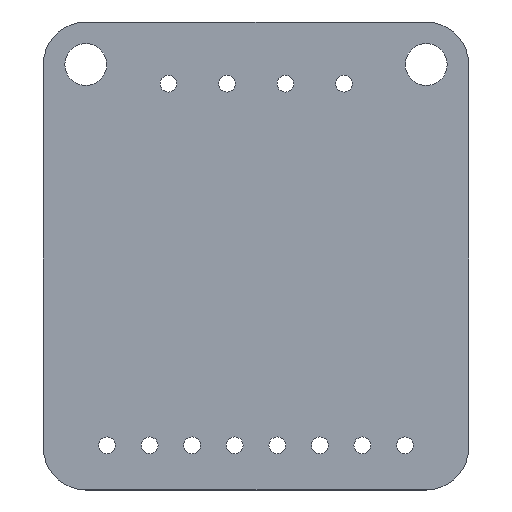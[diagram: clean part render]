
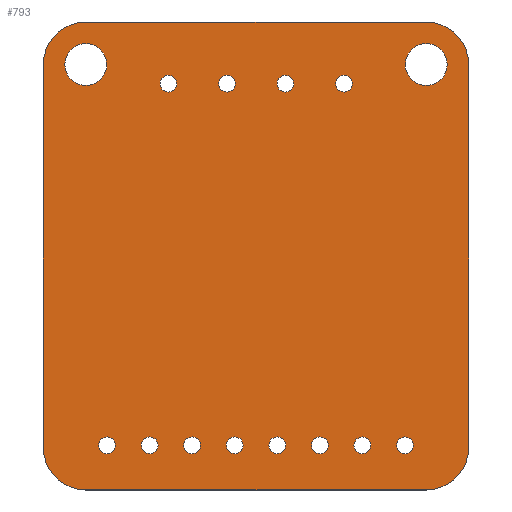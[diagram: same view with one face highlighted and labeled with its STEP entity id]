
A CAD part, top view. The second image highlights one B-rep face of the part: STEP entity #793.
In plain terms, the highlighted planar face has unit normal (0, 0, 1).
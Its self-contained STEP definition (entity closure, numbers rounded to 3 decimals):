
#24 = VERTEX_POINT('',#25);
#25 = CARTESIAN_POINT('',(0.,2.54,0.));
#31 = EDGE_CURVE('',#24,#32,#34,.T.);
#32 = VERTEX_POINT('',#33);
#33 = CARTESIAN_POINT('',(2.54,0.,0.));
#34 = CIRCLE('',#35,2.54);
#35 = AXIS2_PLACEMENT_3D('',#36,#37,#38);
#36 = CARTESIAN_POINT('',(2.54,2.54,0.));
#37 = DIRECTION('',(0.,0.,1.));
#38 = DIRECTION('',(-1.,0.,0.));
#64 = EDGE_CURVE('',#32,#65,#67,.T.);
#65 = VERTEX_POINT('',#66);
#66 = CARTESIAN_POINT('',(22.86,0.,0.));
#67 = LINE('',#68,#69);
#68 = CARTESIAN_POINT('',(2.54,0.,0.));
#69 = VECTOR('',#70,1.);
#70 = DIRECTION('',(1.,0.,0.));
#95 = EDGE_CURVE('',#65,#96,#98,.T.);
#96 = VERTEX_POINT('',#97);
#97 = CARTESIAN_POINT('',(25.4,2.54,0.));
#98 = CIRCLE('',#99,2.54);
#99 = AXIS2_PLACEMENT_3D('',#100,#101,#102);
#100 = CARTESIAN_POINT('',(22.86,2.54,0.));
#101 = DIRECTION('',(0.,0.,1.));
#102 = DIRECTION('',(0.,-1.,0.));
#128 = EDGE_CURVE('',#96,#129,#131,.T.);
#129 = VERTEX_POINT('',#130);
#130 = CARTESIAN_POINT('',(25.4,25.4,0.));
#131 = LINE('',#132,#133);
#132 = CARTESIAN_POINT('',(25.4,2.54,0.));
#133 = VECTOR('',#134,1.);
#134 = DIRECTION('',(0.,1.,0.));
#159 = EDGE_CURVE('',#129,#160,#162,.T.);
#160 = VERTEX_POINT('',#161);
#161 = CARTESIAN_POINT('',(22.86,27.94,0.));
#162 = CIRCLE('',#163,2.54);
#163 = AXIS2_PLACEMENT_3D('',#164,#165,#166);
#164 = CARTESIAN_POINT('',(22.86,25.4,0.));
#165 = DIRECTION('',(0.,0.,1.));
#166 = DIRECTION('',(1.,0.,-0.));
#192 = EDGE_CURVE('',#160,#193,#195,.T.);
#193 = VERTEX_POINT('',#194);
#194 = CARTESIAN_POINT('',(2.54,27.94,0.));
#195 = LINE('',#196,#197);
#196 = CARTESIAN_POINT('',(22.86,27.94,0.));
#197 = VECTOR('',#198,1.);
#198 = DIRECTION('',(-1.,0.,0.));
#223 = EDGE_CURVE('',#193,#224,#226,.T.);
#224 = VERTEX_POINT('',#225);
#225 = CARTESIAN_POINT('',(0.,25.4,0.));
#226 = CIRCLE('',#227,2.54);
#227 = AXIS2_PLACEMENT_3D('',#228,#229,#230);
#228 = CARTESIAN_POINT('',(2.54,25.4,0.));
#229 = DIRECTION('',(0.,0.,1.));
#230 = DIRECTION('',(0.,1.,0.));
#256 = EDGE_CURVE('',#224,#24,#257,.T.);
#257 = LINE('',#258,#259);
#258 = CARTESIAN_POINT('',(0.,25.4,0.));
#259 = VECTOR('',#260,1.);
#260 = DIRECTION('',(0.,-1.,0.));
#280 = VERTEX_POINT('',#281);
#281 = CARTESIAN_POINT('',(6.85,2.667,0.));
#287 = EDGE_CURVE('',#280,#280,#288,.T.);
#288 = CIRCLE('',#289,0.5);
#289 = AXIS2_PLACEMENT_3D('',#290,#291,#292);
#290 = CARTESIAN_POINT('',(6.35,2.667,0.));
#291 = DIRECTION('',(0.,0.,1.));
#292 = DIRECTION('',(1.,0.,-0.));
#313 = VERTEX_POINT('',#314);
#314 = CARTESIAN_POINT('',(11.93,2.667,0.));
#320 = EDGE_CURVE('',#313,#313,#321,.T.);
#321 = CIRCLE('',#322,0.5);
#322 = AXIS2_PLACEMENT_3D('',#323,#324,#325);
#323 = CARTESIAN_POINT('',(11.43,2.667,0.));
#324 = DIRECTION('',(0.,0.,1.));
#325 = DIRECTION('',(1.,0.,-0.));
#346 = VERTEX_POINT('',#347);
#347 = CARTESIAN_POINT('',(9.39,2.667,0.));
#353 = EDGE_CURVE('',#346,#346,#354,.T.);
#354 = CIRCLE('',#355,0.5);
#355 = AXIS2_PLACEMENT_3D('',#356,#357,#358);
#356 = CARTESIAN_POINT('',(8.89,2.667,0.));
#357 = DIRECTION('',(0.,0.,1.));
#358 = DIRECTION('',(1.,0.,-0.));
#379 = VERTEX_POINT('',#380);
#380 = CARTESIAN_POINT('',(4.31,2.667,0.));
#386 = EDGE_CURVE('',#379,#379,#387,.T.);
#387 = CIRCLE('',#388,0.5);
#388 = AXIS2_PLACEMENT_3D('',#389,#390,#391);
#389 = CARTESIAN_POINT('',(3.81,2.667,0.));
#390 = DIRECTION('',(0.,0.,1.));
#391 = DIRECTION('',(1.,0.,-0.));
#412 = VERTEX_POINT('',#413);
#413 = CARTESIAN_POINT('',(3.79,25.4,0.));
#419 = EDGE_CURVE('',#412,#412,#420,.T.);
#420 = CIRCLE('',#421,1.25);
#421 = AXIS2_PLACEMENT_3D('',#422,#423,#424);
#422 = CARTESIAN_POINT('',(2.54,25.4,0.));
#423 = DIRECTION('',(0.,0.,1.));
#424 = DIRECTION('',(1.,0.,-0.));
#445 = VERTEX_POINT('',#446);
#446 = CARTESIAN_POINT('',(11.471,24.257,0.));
#452 = EDGE_CURVE('',#445,#445,#453,.T.);
#453 = CIRCLE('',#454,0.5);
#454 = AXIS2_PLACEMENT_3D('',#455,#456,#457);
#455 = CARTESIAN_POINT('',(10.971,24.257,0.));
#456 = DIRECTION('',(0.,0.,1.));
#457 = DIRECTION('',(1.,0.,-0.));
#478 = VERTEX_POINT('',#479);
#479 = CARTESIAN_POINT('',(7.971,24.257,0.));
#485 = EDGE_CURVE('',#478,#478,#486,.T.);
#486 = CIRCLE('',#487,0.5);
#487 = AXIS2_PLACEMENT_3D('',#488,#489,#490);
#488 = CARTESIAN_POINT('',(7.471,24.257,0.));
#489 = DIRECTION('',(0.,0.,1.));
#490 = DIRECTION('',(1.,0.,-0.));
#511 = VERTEX_POINT('',#512);
#512 = CARTESIAN_POINT('',(14.47,2.667,0.));
#518 = EDGE_CURVE('',#511,#511,#519,.T.);
#519 = CIRCLE('',#520,0.5);
#520 = AXIS2_PLACEMENT_3D('',#521,#522,#523);
#521 = CARTESIAN_POINT('',(13.97,2.667,0.));
#522 = DIRECTION('',(0.,0.,1.));
#523 = DIRECTION('',(1.,0.,-0.));
#544 = VERTEX_POINT('',#545);
#545 = CARTESIAN_POINT('',(19.55,2.667,0.));
#551 = EDGE_CURVE('',#544,#544,#552,.T.);
#552 = CIRCLE('',#553,0.5);
#553 = AXIS2_PLACEMENT_3D('',#554,#555,#556);
#554 = CARTESIAN_POINT('',(19.05,2.667,0.));
#555 = DIRECTION('',(0.,0.,1.));
#556 = DIRECTION('',(1.,0.,-0.));
#577 = VERTEX_POINT('',#578);
#578 = CARTESIAN_POINT('',(17.01,2.667,0.));
#584 = EDGE_CURVE('',#577,#577,#585,.T.);
#585 = CIRCLE('',#586,0.5);
#586 = AXIS2_PLACEMENT_3D('',#587,#588,#589);
#587 = CARTESIAN_POINT('',(16.51,2.667,0.));
#588 = DIRECTION('',(0.,0.,1.));
#589 = DIRECTION('',(1.,0.,-0.));
#610 = VERTEX_POINT('',#611);
#611 = CARTESIAN_POINT('',(18.456,24.257,0.));
#617 = EDGE_CURVE('',#610,#610,#618,.T.);
#618 = CIRCLE('',#619,0.5);
#619 = AXIS2_PLACEMENT_3D('',#620,#621,#622);
#620 = CARTESIAN_POINT('',(17.956,24.257,0.));
#621 = DIRECTION('',(0.,0.,1.));
#622 = DIRECTION('',(1.,0.,-0.));
#643 = VERTEX_POINT('',#644);
#644 = CARTESIAN_POINT('',(14.956,24.257,0.));
#650 = EDGE_CURVE('',#643,#643,#651,.T.);
#651 = CIRCLE('',#652,0.5);
#652 = AXIS2_PLACEMENT_3D('',#653,#654,#655);
#653 = CARTESIAN_POINT('',(14.456,24.257,0.));
#654 = DIRECTION('',(0.,0.,1.));
#655 = DIRECTION('',(1.,0.,-0.));
#676 = VERTEX_POINT('',#677);
#677 = CARTESIAN_POINT('',(22.09,2.667,0.));
#683 = EDGE_CURVE('',#676,#676,#684,.T.);
#684 = CIRCLE('',#685,0.5);
#685 = AXIS2_PLACEMENT_3D('',#686,#687,#688);
#686 = CARTESIAN_POINT('',(21.59,2.667,0.));
#687 = DIRECTION('',(0.,0.,1.));
#688 = DIRECTION('',(1.,0.,-0.));
#709 = VERTEX_POINT('',#710);
#710 = CARTESIAN_POINT('',(24.11,25.4,0.));
#716 = EDGE_CURVE('',#709,#709,#717,.T.);
#717 = CIRCLE('',#718,1.25);
#718 = AXIS2_PLACEMENT_3D('',#719,#720,#721);
#719 = CARTESIAN_POINT('',(22.86,25.4,0.));
#720 = DIRECTION('',(0.,0.,1.));
#721 = DIRECTION('',(1.,0.,-0.));
#793 = ADVANCED_FACE('',(#794,#804,#807,#810,#813,#816,#819,#822,#825,
    #828,#831,#834,#837,#840,#843),#846,.T.);
#794 = FACE_BOUND('',#795,.T.);
#795 = EDGE_LOOP('',(#796,#797,#798,#799,#800,#801,#802,#803));
#796 = ORIENTED_EDGE('',*,*,#31,.T.);
#797 = ORIENTED_EDGE('',*,*,#64,.T.);
#798 = ORIENTED_EDGE('',*,*,#95,.T.);
#799 = ORIENTED_EDGE('',*,*,#128,.T.);
#800 = ORIENTED_EDGE('',*,*,#159,.T.);
#801 = ORIENTED_EDGE('',*,*,#192,.T.);
#802 = ORIENTED_EDGE('',*,*,#223,.T.);
#803 = ORIENTED_EDGE('',*,*,#256,.T.);
#804 = FACE_BOUND('',#805,.T.);
#805 = EDGE_LOOP('',(#806));
#806 = ORIENTED_EDGE('',*,*,#287,.F.);
#807 = FACE_BOUND('',#808,.T.);
#808 = EDGE_LOOP('',(#809));
#809 = ORIENTED_EDGE('',*,*,#320,.F.);
#810 = FACE_BOUND('',#811,.T.);
#811 = EDGE_LOOP('',(#812));
#812 = ORIENTED_EDGE('',*,*,#353,.F.);
#813 = FACE_BOUND('',#814,.T.);
#814 = EDGE_LOOP('',(#815));
#815 = ORIENTED_EDGE('',*,*,#386,.F.);
#816 = FACE_BOUND('',#817,.T.);
#817 = EDGE_LOOP('',(#818));
#818 = ORIENTED_EDGE('',*,*,#419,.F.);
#819 = FACE_BOUND('',#820,.T.);
#820 = EDGE_LOOP('',(#821));
#821 = ORIENTED_EDGE('',*,*,#452,.F.);
#822 = FACE_BOUND('',#823,.T.);
#823 = EDGE_LOOP('',(#824));
#824 = ORIENTED_EDGE('',*,*,#485,.F.);
#825 = FACE_BOUND('',#826,.T.);
#826 = EDGE_LOOP('',(#827));
#827 = ORIENTED_EDGE('',*,*,#518,.F.);
#828 = FACE_BOUND('',#829,.T.);
#829 = EDGE_LOOP('',(#830));
#830 = ORIENTED_EDGE('',*,*,#551,.F.);
#831 = FACE_BOUND('',#832,.T.);
#832 = EDGE_LOOP('',(#833));
#833 = ORIENTED_EDGE('',*,*,#584,.F.);
#834 = FACE_BOUND('',#835,.T.);
#835 = EDGE_LOOP('',(#836));
#836 = ORIENTED_EDGE('',*,*,#617,.F.);
#837 = FACE_BOUND('',#838,.T.);
#838 = EDGE_LOOP('',(#839));
#839 = ORIENTED_EDGE('',*,*,#650,.F.);
#840 = FACE_BOUND('',#841,.T.);
#841 = EDGE_LOOP('',(#842));
#842 = ORIENTED_EDGE('',*,*,#683,.F.);
#843 = FACE_BOUND('',#844,.T.);
#844 = EDGE_LOOP('',(#845));
#845 = ORIENTED_EDGE('',*,*,#716,.F.);
#846 = PLANE('',#847);
#847 = AXIS2_PLACEMENT_3D('',#848,#849,#850);
#848 = CARTESIAN_POINT('',(12.7,13.97,0.));
#849 = DIRECTION('',(0.,0.,1.));
#850 = DIRECTION('',(1.,0.,-0.));
